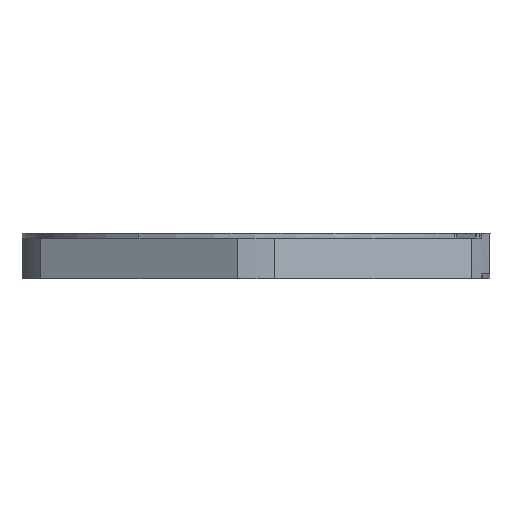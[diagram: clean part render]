
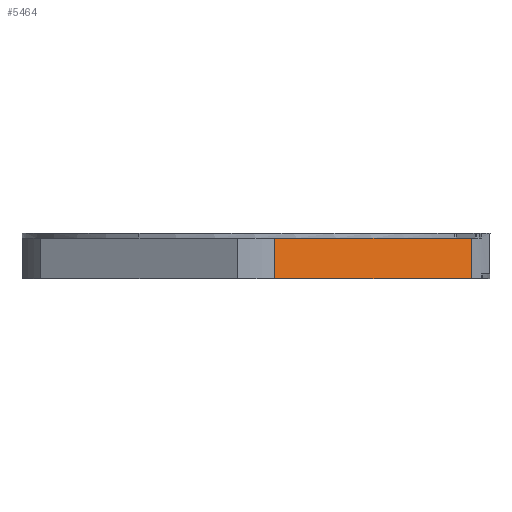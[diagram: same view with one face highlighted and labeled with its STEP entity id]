
A CAD part, front view. The second image highlights one B-rep face of the part: STEP entity #5464.
In plain terms, the highlighted planar face has unit normal (0.5, -0.866, 0).
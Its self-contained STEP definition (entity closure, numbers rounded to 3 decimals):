
#5438=AXIS2_PLACEMENT_3D('Plane Axis2P3D',#5435,#5436,#5437) ;
#2568=CARTESIAN_POINT('Vertex',(69.1,17.541,0.)) ;
#2571=CARTESIAN_POINT('Line Origine',(54.,8.823,0.)) ;
#2575=CARTESIAN_POINT('Vertex',(38.9,0.105,0.)) ;
#4380=CARTESIAN_POINT('Vertex',(54.,8.823,6.25)) ;
#4532=CARTESIAN_POINT('Vertex',(69.1,17.541,6.25)) ;
#4535=CARTESIAN_POINT('Line Origine',(69.1,17.541,0.)) ;
#5435=CARTESIAN_POINT('Axis2P3D Location',(69.1,17.541,0.)) ;
#5440=CARTESIAN_POINT('Line Origine',(46.45,4.464,6.25)) ;
#5444=CARTESIAN_POINT('Vertex',(38.9,0.105,6.25)) ;
#5447=CARTESIAN_POINT('Line Origine',(38.9,0.105,3.125)) ;
#5452=CARTESIAN_POINT('Line Origine',(61.55,13.182,6.25)) ;
#2572=DIRECTION('Vector Direction',(-0.866,-0.5,0.)) ;
#4536=DIRECTION('Vector Direction',(0.,0.,1.)) ;
#5436=DIRECTION('Axis2P3D Direction',(-0.5,0.866,0.)) ;
#5437=DIRECTION('Axis2P3D XDirection',(-0.866,-0.5,0.)) ;
#5441=DIRECTION('Vector Direction',(0.866,0.5,0.)) ;
#5448=DIRECTION('Vector Direction',(0.,0.,1.)) ;
#5453=DIRECTION('Vector Direction',(0.866,0.5,0.)) ;
#2573=VECTOR('Line Direction',#2572,1.) ;
#4537=VECTOR('Line Direction',#4536,1.) ;
#5442=VECTOR('Line Direction',#5441,1.) ;
#5449=VECTOR('Line Direction',#5448,1.) ;
#5454=VECTOR('Line Direction',#5453,1.) ;
#5458=ORIENTED_EDGE('',*,*,#5446,.F.) ;
#5459=ORIENTED_EDGE('',*,*,#5451,.F.) ;
#5460=ORIENTED_EDGE('',*,*,#2577,.F.) ;
#5461=ORIENTED_EDGE('',*,*,#4539,.F.) ;
#5462=ORIENTED_EDGE('',*,*,#5456,.F.) ;
#5464=ADVANCED_FACE('Vereinigen1',(#5463),#5439,.F.) ;
#2577=EDGE_CURVE('',#2569,#2576,#2574,.T.) ;
#4539=EDGE_CURVE('',#4533,#2569,#4538,.F.) ;
#5446=EDGE_CURVE('',#5445,#4381,#5443,.T.) ;
#5451=EDGE_CURVE('',#2576,#5445,#5450,.T.) ;
#5456=EDGE_CURVE('',#4381,#4533,#5455,.T.) ;
#5457=EDGE_LOOP('',(#5458,#5459,#5460,#5461,#5462)) ;
#5463=FACE_OUTER_BOUND('',#5457,.T.) ;
#2574=LINE('Line',#2571,#2573) ;
#4538=LINE('Line',#4535,#4537) ;
#5443=LINE('Line',#5440,#5442) ;
#5450=LINE('Line',#5447,#5449) ;
#5455=LINE('Line',#5452,#5454) ;
#5439=PLANE('',#5438) ;
#2569=VERTEX_POINT('',#2568) ;
#2576=VERTEX_POINT('',#2575) ;
#4381=VERTEX_POINT('',#4380) ;
#4533=VERTEX_POINT('',#4532) ;
#5445=VERTEX_POINT('',#5444) ;
